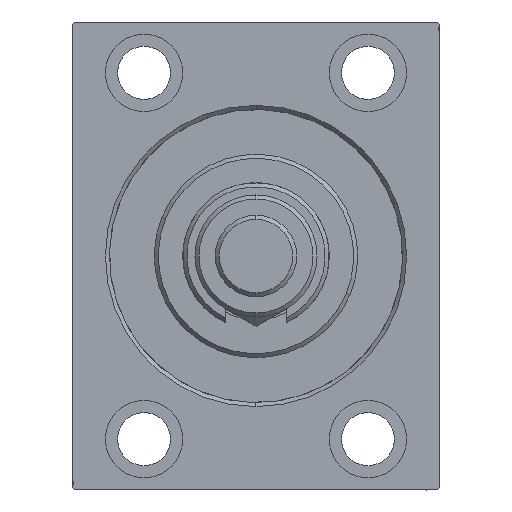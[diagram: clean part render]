
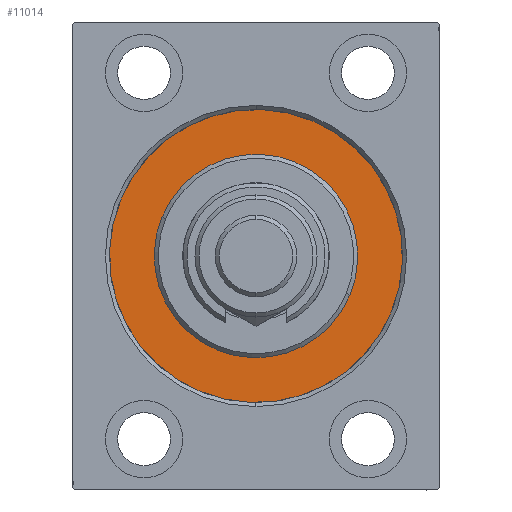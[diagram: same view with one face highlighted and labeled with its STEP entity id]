
A CAD part, left-side view. The second image highlights one B-rep face of the part: STEP entity #11014.
In plain terms, the highlighted face is planar.
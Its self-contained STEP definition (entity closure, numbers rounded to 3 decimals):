
#1142 = EDGE_CURVE ( 'NONE', #41449, #6362, #38692, .T. ) ;
#1163 = CARTESIAN_POINT ( 'NONE',  ( 0., 0., 36. ) ) ;
#2129 = CARTESIAN_POINT ( 'NONE',  ( 0., 0., -36. ) ) ;
#4532 = DIRECTION ( 'NONE',  ( 1., 0., 0. ) ) ;
#6362 = VERTEX_POINT ( 'NONE', #14584 ) ;
#6671 = EDGE_LOOP ( 'NONE', ( #39393, #21879 ) ) ;
#8348 = DIRECTION ( 'NONE',  ( -1., 0., 0. ) ) ;
#8375 = CARTESIAN_POINT ( 'NONE',  ( 0., 0., 0. ) ) ;
#10502 = DIRECTION ( 'NONE',  ( -1., 0., 0. ) ) ;
#11014 = ADVANCED_FACE ( 'NONE', ( #45414, #30987 ), #31453, .F. ) ;
#12480 = CARTESIAN_POINT ( 'NONE',  ( 0., 0., 0. ) ) ;
#14205 = CARTESIAN_POINT ( 'NONE',  ( 0., 0., 25. ) ) ;
#14584 = CARTESIAN_POINT ( 'NONE',  ( 0., 0., -25. ) ) ;
#15337 = CARTESIAN_POINT ( 'NONE',  ( 0., 0., 0. ) ) ;
#17014 = ORIENTED_EDGE ( 'NONE', *, *, #32769, .F. ) ;
#19205 = DIRECTION ( 'NONE',  ( 0., 0., -1. ) ) ;
#21879 = ORIENTED_EDGE ( 'NONE', *, *, #42726, .F. ) ;
#22893 = AXIS2_PLACEMENT_3D ( 'NONE', #41268, #8348, #23029 ) ;
#23029 = DIRECTION ( 'NONE',  ( 0., 0., 1. ) ) ;
#23569 = DIRECTION ( 'NONE',  ( 0., 0., 1. ) ) ;
#23950 = CIRCLE ( 'NONE', #30826, 36. ) ;
#25937 = CIRCLE ( 'NONE', #22893, 36. ) ;
#26044 = AXIS2_PLACEMENT_3D ( 'NONE', #15337, #33593, #44411 ) ;
#27145 = DIRECTION ( 'NONE',  ( -1., 0., 0. ) ) ;
#27399 = AXIS2_PLACEMENT_3D ( 'NONE', #12480, #27145, #23569 ) ;
#28529 = CARTESIAN_POINT ( 'NONE',  ( 0., 0., 0. ) ) ;
#28858 = EDGE_CURVE ( 'NONE', #32730, #40480, #25937, .T. ) ;
#30691 = ORIENTED_EDGE ( 'NONE', *, *, #1142, .F. ) ;
#30826 = AXIS2_PLACEMENT_3D ( 'NONE', #28529, #10502, #43668 ) ;
#30987 = FACE_OUTER_BOUND ( 'NONE', #6671, .T. ) ;
#31453 = PLANE ( 'NONE',  #27399 ) ;
#32730 = VERTEX_POINT ( 'NONE', #2129 ) ;
#32769 = EDGE_CURVE ( 'NONE', #6362, #41449, #46735, .T. ) ;
#33593 = DIRECTION ( 'NONE',  ( 1., 0., 0. ) ) ;
#34886 = AXIS2_PLACEMENT_3D ( 'NONE', #8375, #4532, #19205 ) ;
#35694 = EDGE_LOOP ( 'NONE', ( #30691, #17014 ) ) ;
#38692 = CIRCLE ( 'NONE', #34886, 25. ) ;
#39393 = ORIENTED_EDGE ( 'NONE', *, *, #28858, .F. ) ;
#40480 = VERTEX_POINT ( 'NONE', #1163 ) ;
#41268 = CARTESIAN_POINT ( 'NONE',  ( 0., 0., 0. ) ) ;
#41449 = VERTEX_POINT ( 'NONE', #14205 ) ;
#42726 = EDGE_CURVE ( 'NONE', #40480, #32730, #23950, .T. ) ;
#43668 = DIRECTION ( 'NONE',  ( 0., 0., 1. ) ) ;
#44411 = DIRECTION ( 'NONE',  ( 0., 0., -1. ) ) ;
#45414 = FACE_BOUND ( 'NONE', #35694, .T. ) ;
#46735 = CIRCLE ( 'NONE', #26044, 25. ) ;
